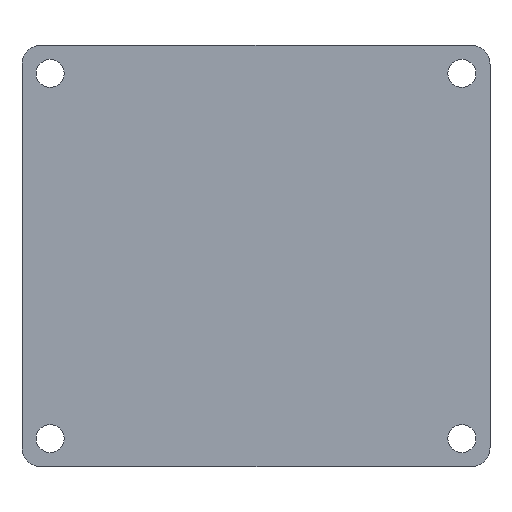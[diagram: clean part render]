
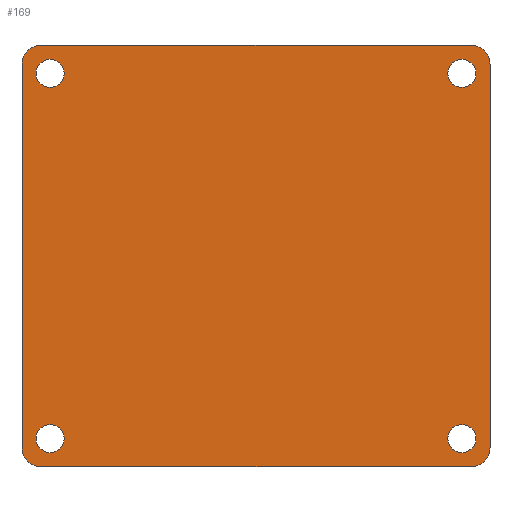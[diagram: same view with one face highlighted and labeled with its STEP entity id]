
A CAD part, front view. The second image highlights one B-rep face of the part: STEP entity #169.
In plain terms, the highlighted planar face has unit normal (0, -1, 0).
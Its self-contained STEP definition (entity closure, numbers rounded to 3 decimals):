
#10 = CARTESIAN_POINT ( 'NONE',  ( 25., 0., 20.5 ) ) ;
#14 = VERTEX_POINT ( 'NONE', #1213 ) ;
#17 = DIRECTION ( 'NONE',  ( 0., 0., -1. ) ) ;
#18 = DIRECTION ( 'NONE',  ( -1., 0., 0. ) ) ;
#22 = CARTESIAN_POINT ( 'NONE',  ( -25., 0., 20.5 ) ) ;
#31 = EDGE_CURVE ( 'NONE', #556, #257, #1088, .T. ) ;
#36 = CARTESIAN_POINT ( 'NONE',  ( 22., 0., -18. ) ) ;
#44 = CIRCLE ( 'NONE', #1212, 2. ) ;
#52 = CARTESIAN_POINT ( 'NONE',  ( -22., 0., -18. ) ) ;
#90 = DIRECTION ( 'NONE',  ( 0., 1., 0. ) ) ;
#97 = DIRECTION ( 'NONE',  ( 0., 0., 1. ) ) ;
#114 = EDGE_CURVE ( 'NONE', #1392, #1179, #251, .T. ) ;
#116 = ORIENTED_EDGE ( 'NONE', *, *, #1089, .T. ) ;
#117 = VERTEX_POINT ( 'NONE', #779 ) ;
#127 = DIRECTION ( 'NONE',  ( 0., -1., 0. ) ) ;
#129 = VERTEX_POINT ( 'NONE', #582 ) ;
#134 = EDGE_CURVE ( 'NONE', #925, #585, #885, .T. ) ;
#141 = EDGE_CURVE ( 'NONE', #129, #454, #666, .T. ) ;
#150 = DIRECTION ( 'NONE',  ( 0., 0., 1. ) ) ;
#169 = ADVANCED_FACE ( 'NONE', ( #1221, #348, #919, #1106, #194 ), #1227, .T. ) ;
#172 = CARTESIAN_POINT ( 'NONE',  ( -23., 0., -20.5 ) ) ;
#191 = CARTESIAN_POINT ( 'NONE',  ( -22., 0., 19.5 ) ) ;
#194 = FACE_OUTER_BOUND ( 'NONE', #1143, .T. ) ;
#202 = EDGE_CURVE ( 'NONE', #454, #1046, #992, .T. ) ;
#213 = VECTOR ( 'NONE', #18, 1000. ) ;
#223 = EDGE_CURVE ( 'NONE', #14, #925, #1281, .T. ) ;
#233 = ORIENTED_EDGE ( 'NONE', *, *, #202, .F. ) ;
#241 = VERTEX_POINT ( 'NONE', #710 ) ;
#245 = CARTESIAN_POINT ( 'NONE',  ( -22., 0., 21. ) ) ;
#248 = EDGE_CURVE ( 'NONE', #1215, #682, #643, .T. ) ;
#251 = CIRCLE ( 'NONE', #826, 1.5 ) ;
#257 = VERTEX_POINT ( 'NONE', #390 ) ;
#267 = ORIENTED_EDGE ( 'NONE', *, *, #31, .F. ) ;
#269 = CARTESIAN_POINT ( 'NONE',  ( -22., 0., 18. ) ) ;
#291 = AXIS2_PLACEMENT_3D ( 'NONE', #372, #820, #150 ) ;
#293 = DIRECTION ( 'NONE',  ( 0., 0., 1. ) ) ;
#320 = DIRECTION ( 'NONE',  ( 0., 0., 1. ) ) ;
#321 = ORIENTED_EDGE ( 'NONE', *, *, #1287, .F. ) ;
#325 = ORIENTED_EDGE ( 'NONE', *, *, #340, .T. ) ;
#330 = CARTESIAN_POINT ( 'NONE',  ( -22., 0., -19.5 ) ) ;
#332 = ORIENTED_EDGE ( 'NONE', *, *, #604, .T. ) ;
#338 = ORIENTED_EDGE ( 'NONE', *, *, #969, .T. ) ;
#340 = EDGE_CURVE ( 'NONE', #682, #1215, #347, .T. ) ;
#346 = AXIS2_PLACEMENT_3D ( 'NONE', #734, #602, #1055 ) ;
#347 = CIRCLE ( 'NONE', #924, 1.5 ) ;
#348 = FACE_BOUND ( 'NONE', #964, .T. ) ;
#353 = ORIENTED_EDGE ( 'NONE', *, *, #718, .F. ) ;
#372 = CARTESIAN_POINT ( 'NONE',  ( -22., 0., 19.5 ) ) ;
#384 = ORIENTED_EDGE ( 'NONE', *, *, #1452, .F. ) ;
#390 = CARTESIAN_POINT ( 'NONE',  ( -25., 0., -20.5 ) ) ;
#393 = EDGE_LOOP ( 'NONE', ( #646, #338 ) ) ;
#402 = ORIENTED_EDGE ( 'NONE', *, *, #1049, .T. ) ;
#447 = AXIS2_PLACEMENT_3D ( 'NONE', #1410, #842, #491 ) ;
#454 = VERTEX_POINT ( 'NONE', #591 ) ;
#463 = EDGE_LOOP ( 'NONE', ( #116, #332 ) ) ;
#466 = CARTESIAN_POINT ( 'NONE',  ( -22., 0., -21. ) ) ;
#491 = DIRECTION ( 'NONE',  ( 0., 0., -1. ) ) ;
#502 = CIRCLE ( 'NONE', #743, 1.5 ) ;
#514 = DIRECTION ( 'NONE',  ( 0., 0., -1. ) ) ;
#522 = ORIENTED_EDGE ( 'NONE', *, *, #134, .F. ) ;
#536 = CARTESIAN_POINT ( 'NONE',  ( 22., 0., -19.5 ) ) ;
#550 = DIRECTION ( 'NONE',  ( 0., 0., 1. ) ) ;
#551 = CARTESIAN_POINT ( 'NONE',  ( 23., 0., -20.5 ) ) ;
#556 = VERTEX_POINT ( 'NONE', #1198 ) ;
#569 = CARTESIAN_POINT ( 'NONE',  ( 22., 0., -19.5 ) ) ;
#582 = CARTESIAN_POINT ( 'NONE',  ( 25., 0., 20.5 ) ) ;
#585 = VERTEX_POINT ( 'NONE', #781 ) ;
#591 = CARTESIAN_POINT ( 'NONE',  ( 25., 0., -20.5 ) ) ;
#601 = AXIS2_PLACEMENT_3D ( 'NONE', #569, #827, #1155 ) ;
#602 = DIRECTION ( 'NONE',  ( 0., 1., 0. ) ) ;
#603 = CIRCLE ( 'NONE', #1122, 1.5 ) ;
#604 = EDGE_CURVE ( 'NONE', #1440, #1033, #603, .T. ) ;
#608 = ORIENTED_EDGE ( 'NONE', *, *, #248, .T. ) ;
#643 = CIRCLE ( 'NONE', #291, 1.5 ) ;
#646 = ORIENTED_EDGE ( 'NONE', *, *, #792, .T. ) ;
#664 = ORIENTED_EDGE ( 'NONE', *, *, #114, .T. ) ;
#666 = LINE ( 'NONE', #10, #1403 ) ;
#675 = VECTOR ( 'NONE', #1261, 1000. ) ;
#678 = DIRECTION ( 'NONE',  ( 0., 0., 1. ) ) ;
#682 = VERTEX_POINT ( 'NONE', #245 ) ;
#710 = CARTESIAN_POINT ( 'NONE',  ( 22., 0., 18. ) ) ;
#718 = EDGE_CURVE ( 'NONE', #1046, #556, #1044, .T. ) ;
#734 = CARTESIAN_POINT ( 'NONE',  ( -23., 0., 20.5 ) ) ;
#743 = AXIS2_PLACEMENT_3D ( 'NONE', #795, #1126, #550 ) ;
#774 = CARTESIAN_POINT ( 'NONE',  ( -23., 0., 22.5 ) ) ;
#779 = CARTESIAN_POINT ( 'NONE',  ( 22., 0., 21. ) ) ;
#781 = CARTESIAN_POINT ( 'NONE',  ( 23., 0., 22.5 ) ) ;
#792 = EDGE_CURVE ( 'NONE', #241, #117, #1021, .T. ) ;
#795 = CARTESIAN_POINT ( 'NONE',  ( 22., 0., 19.5 ) ) ;
#820 = DIRECTION ( 'NONE',  ( 0., 1., 0. ) ) ;
#826 = AXIS2_PLACEMENT_3D ( 'NONE', #536, #90, #97 ) ;
#827 = DIRECTION ( 'NONE',  ( 0., 1., 0. ) ) ;
#842 = DIRECTION ( 'NONE',  ( 0., 1., 0. ) ) ;
#845 = CARTESIAN_POINT ( 'NONE',  ( 22., 0., 19.5 ) ) ;
#856 = AXIS2_PLACEMENT_3D ( 'NONE', #952, #1166, #1311 ) ;
#875 = CARTESIAN_POINT ( 'NONE',  ( -23., 0., 22.5 ) ) ;
#885 = LINE ( 'NONE', #774, #1308 ) ;
#905 = DIRECTION ( 'NONE',  ( 0., 1., 0. ) ) ;
#919 = FACE_BOUND ( 'NONE', #463, .T. ) ;
#924 = AXIS2_PLACEMENT_3D ( 'NONE', #191, #1467, #320 ) ;
#925 = VERTEX_POINT ( 'NONE', #875 ) ;
#938 = EDGE_LOOP ( 'NONE', ( #664, #402 ) ) ;
#946 = CARTESIAN_POINT ( 'NONE',  ( 22., 0., -21. ) ) ;
#952 = CARTESIAN_POINT ( 'NONE',  ( -22., 0., -19.5 ) ) ;
#964 = EDGE_LOOP ( 'NONE', ( #608, #325 ) ) ;
#968 = DIRECTION ( 'NONE',  ( 0., 1., 0. ) ) ;
#969 = EDGE_CURVE ( 'NONE', #117, #241, #502, .T. ) ;
#992 = CIRCLE ( 'NONE', #447, 2. ) ;
#1021 = CIRCLE ( 'NONE', #1218, 1.5 ) ;
#1027 = LINE ( 'NONE', #22, #675 ) ;
#1029 = DIRECTION ( 'NONE',  ( 1., 0., 0. ) ) ;
#1033 = VERTEX_POINT ( 'NONE', #466 ) ;
#1044 = LINE ( 'NONE', #1279, #213 ) ;
#1046 = VERTEX_POINT ( 'NONE', #1277 ) ;
#1049 = EDGE_CURVE ( 'NONE', #1179, #1392, #1240, .T. ) ;
#1055 = DIRECTION ( 'NONE',  ( 0., 0., -1. ) ) ;
#1084 = ORIENTED_EDGE ( 'NONE', *, *, #223, .F. ) ;
#1088 = CIRCLE ( 'NONE', #1428, 2. ) ;
#1089 = EDGE_CURVE ( 'NONE', #1033, #1440, #1184, .T. ) ;
#1106 = FACE_BOUND ( 'NONE', #938, .T. ) ;
#1122 = AXIS2_PLACEMENT_3D ( 'NONE', #330, #905, #678 ) ;
#1126 = DIRECTION ( 'NONE',  ( 0., 1., 0. ) ) ;
#1143 = EDGE_LOOP ( 'NONE', ( #233, #1381, #384, #522, #1084, #321, #267, #353 ) ) ;
#1155 = DIRECTION ( 'NONE',  ( 0., 0., 1. ) ) ;
#1166 = DIRECTION ( 'NONE',  ( 0., 1., 0. ) ) ;
#1172 = CARTESIAN_POINT ( 'NONE',  ( 23., 0., 20.5 ) ) ;
#1179 = VERTEX_POINT ( 'NONE', #36 ) ;
#1184 = CIRCLE ( 'NONE', #856, 1.5 ) ;
#1198 = CARTESIAN_POINT ( 'NONE',  ( -23., 0., -22.5 ) ) ;
#1212 = AXIS2_PLACEMENT_3D ( 'NONE', #1172, #1406, #1310 ) ;
#1213 = CARTESIAN_POINT ( 'NONE',  ( -25., 0., 20.5 ) ) ;
#1215 = VERTEX_POINT ( 'NONE', #269 ) ;
#1218 = AXIS2_PLACEMENT_3D ( 'NONE', #845, #968, #293 ) ;
#1221 = FACE_BOUND ( 'NONE', #393, .T. ) ;
#1227 = PLANE ( 'NONE',  #1379 ) ;
#1240 = CIRCLE ( 'NONE', #601, 1.5 ) ;
#1261 = DIRECTION ( 'NONE',  ( 0., 0., 1. ) ) ;
#1277 = CARTESIAN_POINT ( 'NONE',  ( 23., 0., -22.5 ) ) ;
#1279 = CARTESIAN_POINT ( 'NONE',  ( -23., 0., -22.5 ) ) ;
#1281 = CIRCLE ( 'NONE', #346, 2. ) ;
#1287 = EDGE_CURVE ( 'NONE', #257, #14, #1027, .T. ) ;
#1301 = DIRECTION ( 'NONE',  ( 0., 1., 0. ) ) ;
#1308 = VECTOR ( 'NONE', #1029, 1000. ) ;
#1310 = DIRECTION ( 'NONE',  ( 0., 0., -1. ) ) ;
#1311 = DIRECTION ( 'NONE',  ( 0., 0., 1. ) ) ;
#1379 = AXIS2_PLACEMENT_3D ( 'NONE', #551, #127, #17 ) ;
#1381 = ORIENTED_EDGE ( 'NONE', *, *, #141, .F. ) ;
#1392 = VERTEX_POINT ( 'NONE', #946 ) ;
#1403 = VECTOR ( 'NONE', #1455, 1000. ) ;
#1406 = DIRECTION ( 'NONE',  ( 0., 1., 0. ) ) ;
#1410 = CARTESIAN_POINT ( 'NONE',  ( 23., 0., -20.5 ) ) ;
#1428 = AXIS2_PLACEMENT_3D ( 'NONE', #172, #1301, #514 ) ;
#1440 = VERTEX_POINT ( 'NONE', #52 ) ;
#1452 = EDGE_CURVE ( 'NONE', #585, #129, #44, .T. ) ;
#1455 = DIRECTION ( 'NONE',  ( 0., 0., -1. ) ) ;
#1467 = DIRECTION ( 'NONE',  ( 0., 1., 0. ) ) ;
